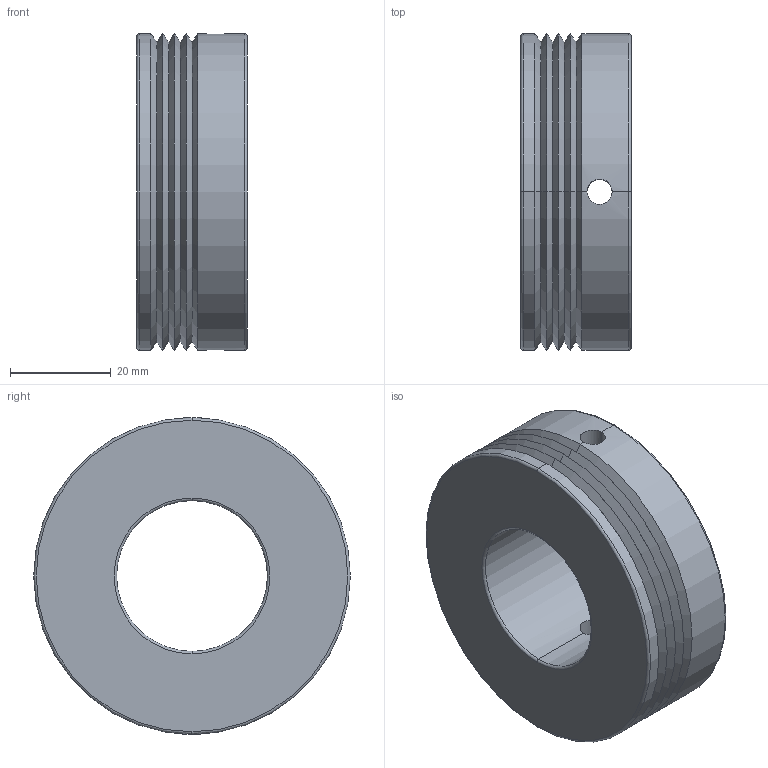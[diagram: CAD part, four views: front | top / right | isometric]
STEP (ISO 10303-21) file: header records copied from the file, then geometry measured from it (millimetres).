
FILE_DESCRIPTION (( 'STEP AP203' ), '1' );
FILE_NAME ('poulie poly V d.63.STEP', '2020-09-13T16:08:03', ( '' ), ( '' ), 'SwSTEP 2.0', 'SolidWorks 2017', '' );
FILE_SCHEMA (( 'CONFIG_CONTROL_DESIGN' ));
Length unit declared in the file: millimetre
Products named in the file (1): poulie poly V d.63
Bounding box: 22 x 63 x 63 mm (x, y, z)
Volume: 50813.1 mm3; surface area: 12876.3 mm2
Topology: 1 solids, 1 shells, 36 faces, 80 edges, 42 vertices
Faces by surface type: cone 16, cylinder 10, torus 8, plane 2
Entity records: 1291 total; most frequent: CARTESIAN_POINT 403, DIRECTION 188, ORIENTED_EDGE 160, EDGE_CURVE 80, AXIS2_PLACEMENT_3D 79, CIRCLE 42, VERTEX_POINT 42, EDGE_LOOP 38
